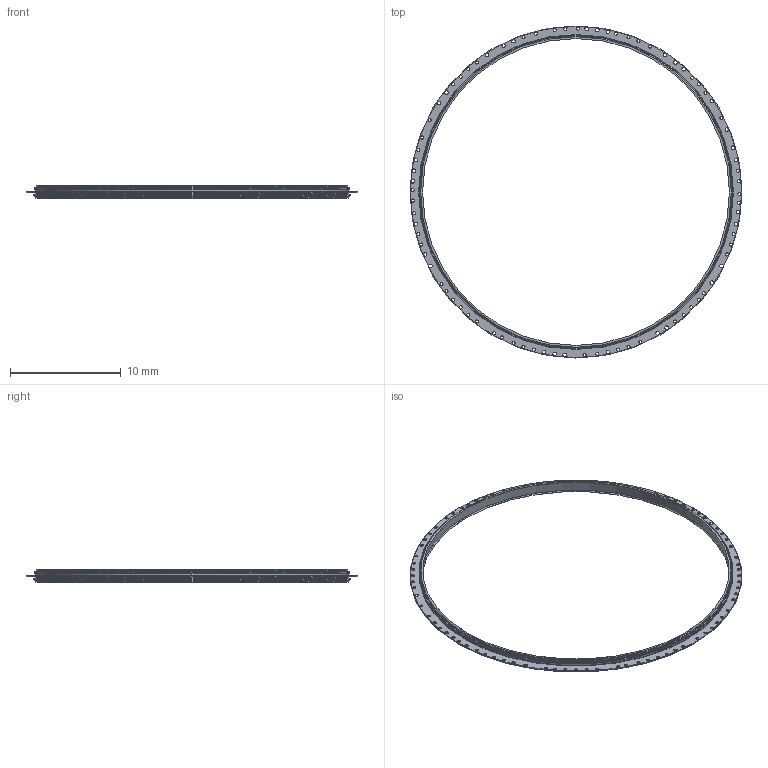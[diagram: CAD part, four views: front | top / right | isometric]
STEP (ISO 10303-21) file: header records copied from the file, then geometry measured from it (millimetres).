
FILE_DESCRIPTION(('produced by SPATIAL CORP'),'2;1');
FILE_NAME( 'pw1_blnk.hh.sat.stp', '2002-04-19T11:17:52+00:00',('SPATIAL CORP'),('SPATIAL CORP'), 'ACIS STEP Husk','http://www.spatial.com','SPATIAL CORP');
FILE_SCHEMA(('CONFIG_CONTROL_DESIGN'));
Length unit declared in the file: millimetre
Products named in the file (1): PRODUCT_ID_1
Bounding box: 30.02 x 30.02 x 1.14 mm (x, y, z)
Volume: 22.6 mm3; surface area: 430.1 mm2
Topology: 1 solids, 1 shells, 228 faces, 624 edges, 404 vertices
Faces by surface type: cylinder 186, torus 18, cone 16, plane 8
Entity records: 6327 total; most frequent: ORIENTED_EDGE 1248, CARTESIAN_POINT 948, DIRECTION 886, EDGE_CURVE 624, VERTEX_POINT 404, EDGE_LOOP 404, FACE_BOUND 404, AXIS2_PLACEMENT_3D 342
